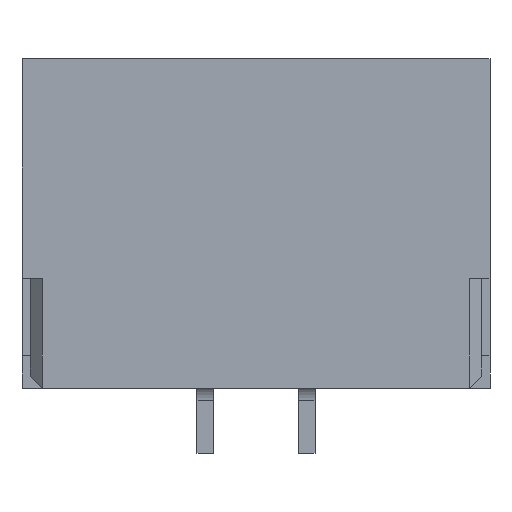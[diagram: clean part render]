
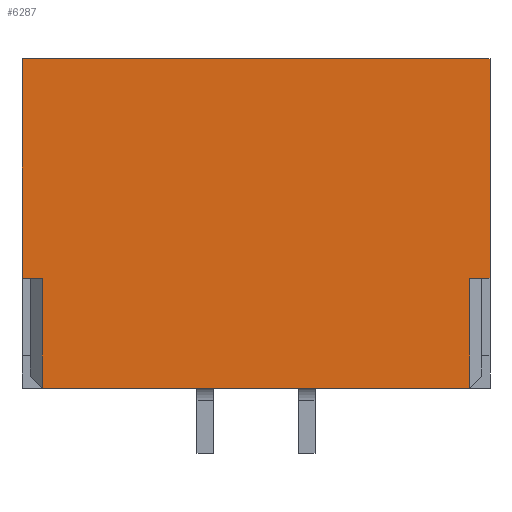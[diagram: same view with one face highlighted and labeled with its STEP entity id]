
A CAD part, front view. The second image highlights one B-rep face of the part: STEP entity #6287.
In plain terms, the highlighted planar face has unit normal (0, -1, 0).
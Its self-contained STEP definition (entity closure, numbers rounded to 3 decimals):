
#369 = VECTOR ( 'NONE', #6064, 1000. ) ;
#1289 = CARTESIAN_POINT ( 'NONE',  ( -2.875, -2.125, 2.025 ) ) ;
#1319 = DIRECTION ( 'NONE',  ( 1., 0., 0. ) ) ;
#1354 = AXIS2_PLACEMENT_3D ( 'NONE', #3578, #2854, #1967 ) ;
#1377 = CARTESIAN_POINT ( 'NONE',  ( 2.625, -2.125, -0.675 ) ) ;
#1418 = VERTEX_POINT ( 'NONE', #1377 ) ;
#1778 = CARTESIAN_POINT ( 'NONE',  ( 2.875, -2.125, 2.025 ) ) ;
#1967 = DIRECTION ( 'NONE',  ( 0., 0., 1. ) ) ;
#2066 = PLANE ( 'NONE',  #1354 ) ;
#2148 = LINE ( 'NONE', #1778, #3009 ) ;
#2328 = VECTOR ( 'NONE', #6760, 1000. ) ;
#2550 = DIRECTION ( 'NONE',  ( 0., 0., 1. ) ) ;
#2794 = DIRECTION ( 'NONE',  ( 1., 0., 0. ) ) ;
#2854 = DIRECTION ( 'NONE',  ( 0., 1., 0. ) ) ;
#2919 = EDGE_CURVE ( 'NONE', #3236, #5483, #4416, .T. ) ;
#3009 = VECTOR ( 'NONE', #7247, 1000. ) ;
#3236 = VERTEX_POINT ( 'NONE', #4480 ) ;
#3578 = CARTESIAN_POINT ( 'NONE',  ( -2.875, -2.125, 2.025 ) ) ;
#3627 = EDGE_CURVE ( 'NONE', #3729, #9892, #9295, .T. ) ;
#3654 = EDGE_CURVE ( 'NONE', #5483, #8451, #2148, .T. ) ;
#3729 = VERTEX_POINT ( 'NONE', #8173 ) ;
#3806 = CARTESIAN_POINT ( 'NONE',  ( 2.875, -2.125, 2.025 ) ) ;
#3814 = VECTOR ( 'NONE', #1319, 1000. ) ;
#3817 = EDGE_CURVE ( 'NONE', #1418, #8451, #4714, .T. ) ;
#3853 = EDGE_CURVE ( 'NONE', #3729, #8206, #4456, .T. ) ;
#4069 = EDGE_LOOP ( 'NONE', ( #7656, #4278, #7864, #5398, #5737, #9484, #5094, #5312 ) ) ;
#4135 = CARTESIAN_POINT ( 'NONE',  ( 2.625, -2.125, -2.025 ) ) ;
#4147 = LINE ( 'NONE', #1289, #369 ) ;
#4278 = ORIENTED_EDGE ( 'NONE', *, *, #7029, .T. ) ;
#4313 = LINE ( 'NONE', #5235, #3814 ) ;
#4416 = LINE ( 'NONE', #8221, #2328 ) ;
#4456 = LINE ( 'NONE', #9093, #6792 ) ;
#4480 = CARTESIAN_POINT ( 'NONE',  ( -2.875, -2.125, 2.025 ) ) ;
#4714 = LINE ( 'NONE', #9130, #8652 ) ;
#4805 = EDGE_CURVE ( 'NONE', #8206, #6893, #4313, .T. ) ;
#5094 = ORIENTED_EDGE ( 'NONE', *, *, #3627, .F. ) ;
#5102 = VECTOR ( 'NONE', #9575, 1000. ) ;
#5235 = CARTESIAN_POINT ( 'NONE',  ( -2.875, -2.125, -2.025 ) ) ;
#5263 = DIRECTION ( 'NONE',  ( 0., 0., -1. ) ) ;
#5312 = ORIENTED_EDGE ( 'NONE', *, *, #3853, .T. ) ;
#5398 = ORIENTED_EDGE ( 'NONE', *, *, #3654, .F. ) ;
#5483 = VERTEX_POINT ( 'NONE', #3806 ) ;
#5737 = ORIENTED_EDGE ( 'NONE', *, *, #2919, .F. ) ;
#6064 = DIRECTION ( 'NONE',  ( 0., 0., -1. ) ) ;
#6287 = ADVANCED_FACE ( 'NONE', ( #6791 ), #2066, .F. ) ;
#6706 = CARTESIAN_POINT ( 'NONE',  ( -2.875, -2.125, -0.675 ) ) ;
#6760 = DIRECTION ( 'NONE',  ( 1., 0., 0. ) ) ;
#6791 = FACE_OUTER_BOUND ( 'NONE', #4069, .T. ) ;
#6792 = VECTOR ( 'NONE', #5263, 1000. ) ;
#6893 = VERTEX_POINT ( 'NONE', #4135 ) ;
#7029 = EDGE_CURVE ( 'NONE', #6893, #1418, #9644, .T. ) ;
#7247 = DIRECTION ( 'NONE',  ( 0., 0., -1. ) ) ;
#7656 = ORIENTED_EDGE ( 'NONE', *, *, #4805, .T. ) ;
#7864 = ORIENTED_EDGE ( 'NONE', *, *, #3817, .T. ) ;
#7872 = CARTESIAN_POINT ( 'NONE',  ( -2.625, -2.125, -2.025 ) ) ;
#8097 = CARTESIAN_POINT ( 'NONE',  ( -2.775, -2.125, -0.675 ) ) ;
#8173 = CARTESIAN_POINT ( 'NONE',  ( -2.625, -2.125, -0.675 ) ) ;
#8206 = VERTEX_POINT ( 'NONE', #7872 ) ;
#8221 = CARTESIAN_POINT ( 'NONE',  ( -2.875, -2.125, 2.025 ) ) ;
#8451 = VERTEX_POINT ( 'NONE', #9855 ) ;
#8652 = VECTOR ( 'NONE', #2794, 1000. ) ;
#8814 = CARTESIAN_POINT ( 'NONE',  ( 2.625, -2.125, -0.675 ) ) ;
#9093 = CARTESIAN_POINT ( 'NONE',  ( -2.625, -2.125, -2.025 ) ) ;
#9130 = CARTESIAN_POINT ( 'NONE',  ( 2.775, -2.125, -0.675 ) ) ;
#9295 = LINE ( 'NONE', #8097, #5102 ) ;
#9484 = ORIENTED_EDGE ( 'NONE', *, *, #9936, .T. ) ;
#9575 = DIRECTION ( 'NONE',  ( -1., 0., 0. ) ) ;
#9644 = LINE ( 'NONE', #8814, #10020 ) ;
#9855 = CARTESIAN_POINT ( 'NONE',  ( 2.875, -2.125, -0.675 ) ) ;
#9892 = VERTEX_POINT ( 'NONE', #6706 ) ;
#9936 = EDGE_CURVE ( 'NONE', #3236, #9892, #4147, .T. ) ;
#10020 = VECTOR ( 'NONE', #2550, 1000. ) ;
